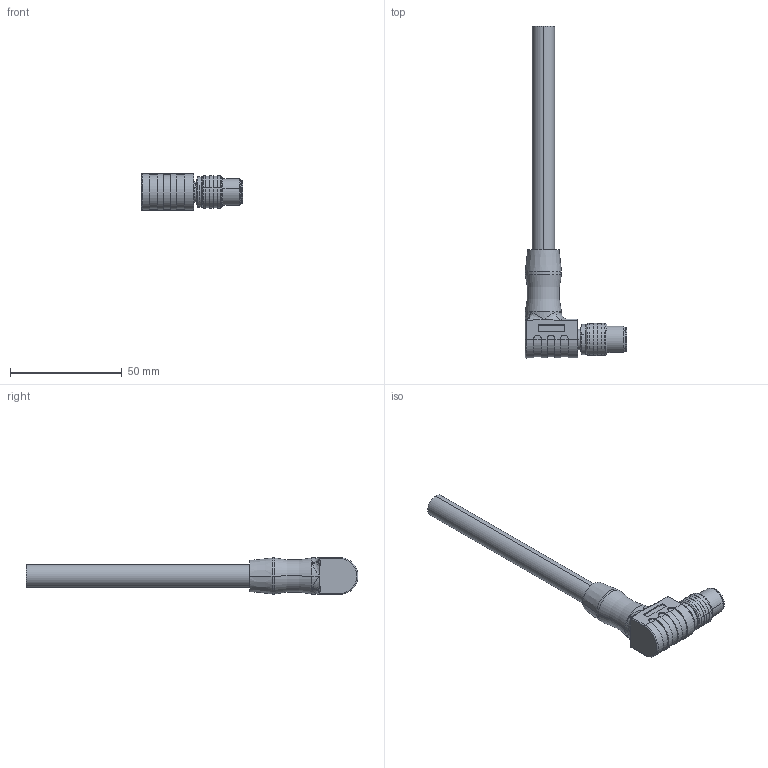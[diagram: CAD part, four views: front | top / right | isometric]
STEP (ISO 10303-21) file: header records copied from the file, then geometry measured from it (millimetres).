
FILE_DESCRIPTION((''),'2;1');
FILE_NAME('ELZ6-M-S10_ASM','2019-03-27T',('xin.jin'),(''),'PRO/ENGINEER BY PARAMETRIC TECHNOLOGY CORPORATION, 2012060','PRO/ENGINEER BY PARAMETRIC TECHNOLOGY CORPORATION, 2012060','');
FILE_SCHEMA(('AUTOMOTIVE_DESIGN { 1 0 10303 214 1 1 1 1 }'));
Length unit declared in the file: millimetre
Products named in the file (1): ELZ6-M-S10_ASM
Bounding box: 45.4 x 148.45 x 16.5 mm (x, y, z)
Volume: 21679.3 mm3; surface area: 9658.7 mm2
Topology: 1 solids, 16 shells, 547 faces, 1453 edges, 905 vertices
Faces by surface type: cylinder 268, plane 193, cone 48, bspline 18, sphere 14, torus 6
Entity records: 18489 total; most frequent: CARTESIAN_POINT 4577, DIRECTION 3107, ORIENTED_EDGE 2842, EDGE_CURVE 1421, AXIS2_PLACEMENT_3D 1254, VERTEX_POINT 905, CIRCLE 725, VECTOR 599
